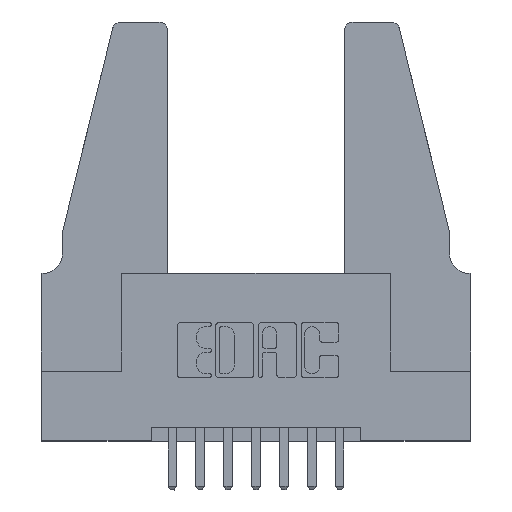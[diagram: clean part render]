
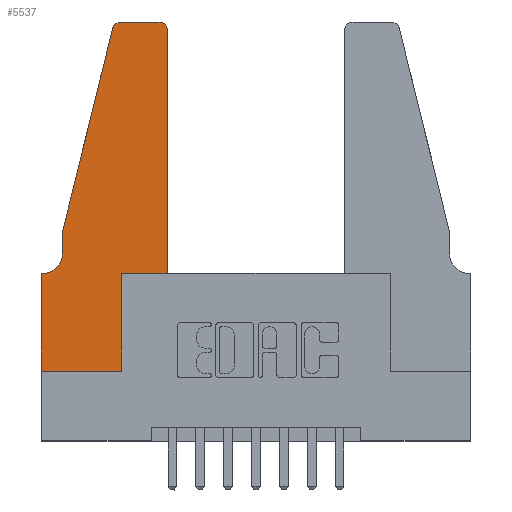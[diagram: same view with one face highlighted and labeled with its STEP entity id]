
A CAD part, top view. The second image highlights one B-rep face of the part: STEP entity #5537.
In plain terms, the highlighted planar face has unit normal (0, 0, 1).
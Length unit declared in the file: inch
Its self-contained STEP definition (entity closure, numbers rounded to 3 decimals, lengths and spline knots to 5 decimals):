
#35 = VERTEX_POINT ( 'NONE', #5565 ) ;
#209 = CARTESIAN_POINT ( 'NONE',  ( 0.2865, 0., 0.37 ) ) ;
#580 = ORIENTED_EDGE ( 'NONE', *, *, #3232, .T. ) ;
#649 = CARTESIAN_POINT ( 'NONE',  ( 0.2865, 0.35, 0.37 ) ) ;
#665 = ORIENTED_EDGE ( 'NONE', *, *, #7317, .T. ) ;
#718 = LINE ( 'NONE', #6048, #11158 ) ;
#744 = VERTEX_POINT ( 'NONE', #649 ) ;
#944 = VECTOR ( 'NONE', #6221, 39.37008 ) ;
#1028 = CARTESIAN_POINT ( 'NONE',  ( 0.4205, 1.25, 0.37 ) ) ;
#1057 = ORIENTED_EDGE ( 'NONE', *, *, #1537, .T. ) ;
#1198 = VERTEX_POINT ( 'NONE', #1028 ) ;
#1441 = DIRECTION ( 'NONE',  ( -1., 0., 0. ) ) ;
#1537 = EDGE_CURVE ( 'NONE', #744, #4887, #8744, .T. ) ;
#1898 = LINE ( 'NONE', #12445, #9640 ) ;
#1905 = EDGE_CURVE ( 'NONE', #9060, #6115, #8737, .T. ) ;
#1998 = VERTEX_POINT ( 'NONE', #3137 ) ;
#2133 = CARTESIAN_POINT ( 'NONE',  ( 0.0755, 0.5, 0.37 ) ) ;
#2145 = EDGE_CURVE ( 'NONE', #10901, #744, #718, .T. ) ;
#2192 = LINE ( 'NONE', #7423, #9628 ) ;
#2275 = CIRCLE ( 'NONE', #12001, 0.03 ) ;
#2308 = DIRECTION ( 'NONE',  ( -0.239, -0.971, 0. ) ) ;
#2341 = CARTESIAN_POINT ( 'NONE',  ( 0., 0.35, 0.37 ) ) ;
#2425 = CIRCLE ( 'NONE', #9125, 0.07 ) ;
#2442 = ORIENTED_EDGE ( 'NONE', *, *, #4609, .T. ) ;
#2467 = CARTESIAN_POINT ( 'NONE',  ( 0.284, 1.22, 0.37 ) ) ;
#2498 = CARTESIAN_POINT ( 'NONE',  ( 0.0055, 0.42, 0.37 ) ) ;
#2563 = LINE ( 'NONE', #9160, #5433 ) ;
#2652 = DIRECTION ( 'NONE',  ( -1., 0., 0. ) ) ;
#2841 = CARTESIAN_POINT ( 'NONE',  ( 0.4505, 0.35, 0.37 ) ) ;
#3127 = VECTOR ( 'NONE', #12251, 39.37008 ) ;
#3137 = CARTESIAN_POINT ( 'NONE',  ( 0.4505, 1.22, 0.37 ) ) ;
#3232 = EDGE_CURVE ( 'NONE', #3251, #4278, #1898, .T. ) ;
#3251 = VERTEX_POINT ( 'NONE', #11517 ) ;
#3328 = ORIENTED_EDGE ( 'NONE', *, *, #6010, .T. ) ;
#3498 = DIRECTION ( 'NONE',  ( 1., 0., 0. ) ) ;
#3800 = ORIENTED_EDGE ( 'NONE', *, *, #12263, .T. ) ;
#4278 = VERTEX_POINT ( 'NONE', #2341 ) ;
#4302 = EDGE_CURVE ( 'NONE', #11524, #9060, #12344, .T. ) ;
#4383 = CARTESIAN_POINT ( 'NONE',  ( 0.0755, 0.5, 0.37 ) ) ;
#4427 = FACE_OUTER_BOUND ( 'NONE', #5132, .T. ) ;
#4589 = CARTESIAN_POINT ( 'NONE',  ( 0.4505, 0.35, 0.37 ) ) ;
#4609 = EDGE_CURVE ( 'NONE', #11016, #10901, #5217, .T. ) ;
#4653 = DIRECTION ( 'NONE',  ( 1., 0., 0. ) ) ;
#4887 = VERTEX_POINT ( 'NONE', #4589 ) ;
#5132 = EDGE_LOOP ( 'NONE', ( #3800, #7808, #6037, #11766, #665, #580, #8638, #2442, #11545, #1057, #3328, #5234 ) ) ;
#5217 = LINE ( 'NONE', #12269, #10525 ) ;
#5234 = ORIENTED_EDGE ( 'NONE', *, *, #10241, .T. ) ;
#5433 = VECTOR ( 'NONE', #7162, 39.37008 ) ;
#5537 = ADVANCED_FACE ( 'NONE', ( #4427 ), #5560, .T. ) ;
#5560 = PLANE ( 'NONE',  #9276 ) ;
#5565 = CARTESIAN_POINT ( 'NONE',  ( 0.0755, 0.42, 0.37 ) ) ;
#5603 = CARTESIAN_POINT ( 'NONE',  ( 0., 0.35, 0.37 ) ) ;
#6010 = EDGE_CURVE ( 'NONE', #4887, #1998, #10929, .T. ) ;
#6037 = ORIENTED_EDGE ( 'NONE', *, *, #1905, .T. ) ;
#6048 = CARTESIAN_POINT ( 'NONE',  ( 0.2865, 0.35, 0.37 ) ) ;
#6115 = VERTEX_POINT ( 'NONE', #4383 ) ;
#6181 = DIRECTION ( 'NONE',  ( 0., 1., 0. ) ) ;
#6221 = DIRECTION ( 'NONE',  ( 0., 1., 0. ) ) ;
#6434 = LINE ( 'NONE', #7381, #3127 ) ;
#6445 = DIRECTION ( 'NONE',  ( 0., -1., 0. ) ) ;
#6567 = DIRECTION ( 'NONE',  ( 0., 0., 1. ) ) ;
#7162 = DIRECTION ( 'NONE',  ( 0., -1., 0. ) ) ;
#7317 = EDGE_CURVE ( 'NONE', #35, #3251, #2425, .T. ) ;
#7381 = CARTESIAN_POINT ( 'NONE',  ( 0.2605, 1.25, 0.37 ) ) ;
#7423 = CARTESIAN_POINT ( 'NONE',  ( 0.0755, 0.5, 0.37 ) ) ;
#7808 = ORIENTED_EDGE ( 'NONE', *, *, #4302, .T. ) ;
#8285 = DIRECTION ( 'NONE',  ( 1., 0., 0. ) ) ;
#8638 = ORIENTED_EDGE ( 'NONE', *, *, #9108, .T. ) ;
#8644 = DIRECTION ( 'NONE',  ( 1., 0., 0. ) ) ;
#8737 = LINE ( 'NONE', #2133, #10703 ) ;
#8744 = LINE ( 'NONE', #12449, #8897 ) ;
#8897 = VECTOR ( 'NONE', #8644, 39.37008 ) ;
#9060 = VERTEX_POINT ( 'NONE', #9960 ) ;
#9108 = EDGE_CURVE ( 'NONE', #4278, #11016, #2563, .T. ) ;
#9125 = AXIS2_PLACEMENT_3D ( 'NONE', #2498, #11120, #1441 ) ;
#9160 = CARTESIAN_POINT ( 'NONE',  ( 0., 0., 0.37 ) ) ;
#9276 = AXIS2_PLACEMENT_3D ( 'NONE', #5603, #6567, #4653 ) ;
#9628 = VECTOR ( 'NONE', #6445, 39.37008 ) ;
#9640 = VECTOR ( 'NONE', #2652, 39.37008 ) ;
#9925 = DIRECTION ( 'NONE',  ( 0., 0., 1. ) ) ;
#9960 = CARTESIAN_POINT ( 'NONE',  ( 0.25487, 1.22718, 0.37 ) ) ;
#10241 = EDGE_CURVE ( 'NONE', #1998, #1198, #2275, .T. ) ;
#10525 = VECTOR ( 'NONE', #8285, 39.37008 ) ;
#10703 = VECTOR ( 'NONE', #2308, 39.37008 ) ;
#10901 = VERTEX_POINT ( 'NONE', #209 ) ;
#10929 = LINE ( 'NONE', #2841, #944 ) ;
#11016 = VERTEX_POINT ( 'NONE', #11370 ) ;
#11088 = DIRECTION ( 'NONE',  ( 0., 0., 1. ) ) ;
#11120 = DIRECTION ( 'NONE',  ( 0., 0., -1. ) ) ;
#11158 = VECTOR ( 'NONE', #6181, 39.37008 ) ;
#11370 = CARTESIAN_POINT ( 'NONE',  ( 0., 0., 0.37 ) ) ;
#11420 = EDGE_CURVE ( 'NONE', #6115, #35, #2192, .T. ) ;
#11517 = CARTESIAN_POINT ( 'NONE',  ( 0.0055, 0.35, 0.37 ) ) ;
#11524 = VERTEX_POINT ( 'NONE', #12141 ) ;
#11545 = ORIENTED_EDGE ( 'NONE', *, *, #2145, .T. ) ;
#11691 = AXIS2_PLACEMENT_3D ( 'NONE', #2467, #11088, #3498 ) ;
#11766 = ORIENTED_EDGE ( 'NONE', *, *, #11420, .T. ) ;
#11940 = DIRECTION ( 'NONE',  ( 1., 0., 0. ) ) ;
#11982 = CARTESIAN_POINT ( 'NONE',  ( 0.4205, 1.22, 0.37 ) ) ;
#12001 = AXIS2_PLACEMENT_3D ( 'NONE', #11982, #9925, #11940 ) ;
#12141 = CARTESIAN_POINT ( 'NONE',  ( 0.284, 1.25, 0.37 ) ) ;
#12251 = DIRECTION ( 'NONE',  ( -1., 0., 0. ) ) ;
#12263 = EDGE_CURVE ( 'NONE', #1198, #11524, #6434, .T. ) ;
#12269 = CARTESIAN_POINT ( 'NONE',  ( 0., 0., 0.37 ) ) ;
#12344 = CIRCLE ( 'NONE', #11691, 0.03 ) ;
#12445 = CARTESIAN_POINT ( 'NONE',  ( 0.0755, 0.35, 0.37 ) ) ;
#12449 = CARTESIAN_POINT ( 'NONE',  ( 0.4505, 0.35, 0.37 ) ) ;
